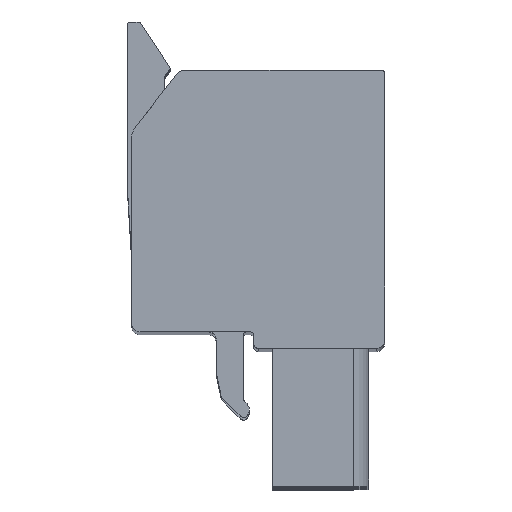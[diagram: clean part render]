
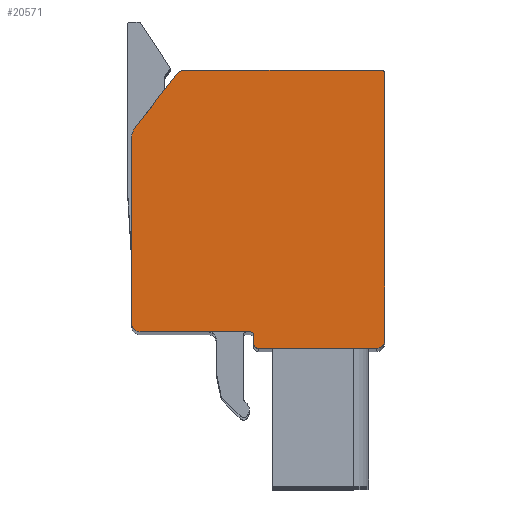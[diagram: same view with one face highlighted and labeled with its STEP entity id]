
A CAD part, top view. The second image highlights one B-rep face of the part: STEP entity #20571.
In plain terms, the highlighted planar face has unit normal (0, 0, 1).
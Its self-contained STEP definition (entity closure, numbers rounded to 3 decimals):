
#606=DIRECTION('',(1.,0.,0.));
#607=VECTOR('',#606,7.05);
#608=CARTESIAN_POINT('',(9.402,11.784,2.94));
#609=LINE('',#608,#607);
#2611=CARTESIAN_POINT('',(9.402,12.084,2.94));
#2612=DIRECTION('',(0.,0.,1.));
#2613=DIRECTION('',(-1.,0.,0.));
#2614=AXIS2_PLACEMENT_3D('',#2611,#2612,#2613);
#2616=DIRECTION('',(0.,-1.,0.));
#2617=VECTOR('',#2616,0.5);
#2618=CARTESIAN_POINT('',(9.102,12.584,2.94));
#2619=LINE('',#2618,#2617);
#2620=CARTESIAN_POINT('',(8.902,12.584,2.94));
#2621=DIRECTION('',(0.,0.,-1.));
#2622=DIRECTION('',(0.,1.,0.));
#2623=AXIS2_PLACEMENT_3D('',#2620,#2621,#2622);
#2625=DIRECTION('',(1.,0.,0.));
#2626=VECTOR('',#2625,6.61);
#2627=CARTESIAN_POINT('',(2.292,12.784,2.94));
#2628=LINE('',#2627,#2626);
#2629=CARTESIAN_POINT('',(2.292,13.284,2.94));
#2630=DIRECTION('',(0.,0.,1.));
#2631=DIRECTION('',(-1.,0.,0.));
#2632=AXIS2_PLACEMENT_3D('',#2629,#2630,#2631);
#2634=DIRECTION('',(0.,-1.,0.));
#2635=VECTOR('',#2634,11.132);
#2636=CARTESIAN_POINT('',(1.792,24.416,2.94));
#2637=LINE('',#2636,#2635);
#2638=CARTESIAN_POINT('',(2.792,24.416,2.94));
#2639=DIRECTION('',(0.,0.,1.));
#2640=DIRECTION('',(-0.789,0.614,0.));
#2641=AXIS2_PLACEMENT_3D('',#2638,#2639,#2640);
#2643=DIRECTION('',(-0.614,-0.789,0.));
#2644=VECTOR('',#2643,4.1);
#2645=CARTESIAN_POINT('',(4.52,28.266,2.94));
#2646=LINE('',#2645,#2644);
#2647=CARTESIAN_POINT('',(4.915,27.959,2.94));
#2648=DIRECTION('',(0.,0.,1.));
#2649=DIRECTION('',(0.,1.,0.));
#2650=AXIS2_PLACEMENT_3D('',#2647,#2648,#2649);
#2652=DIRECTION('',(-1.,0.,0.));
#2653=VECTOR('',#2652,11.838);
#2654=CARTESIAN_POINT('',(16.752,28.459,2.94));
#2655=LINE('',#2654,#2653);
#2656=CARTESIAN_POINT('',(16.752,28.259,2.94));
#2657=DIRECTION('',(0.,0.,1.));
#2658=DIRECTION('',(1.,0.,0.));
#2659=AXIS2_PLACEMENT_3D('',#2656,#2657,#2658);
#2661=DIRECTION('',(0.,1.,0.));
#2662=VECTOR('',#2661,15.975);
#2663=CARTESIAN_POINT('',(16.952,12.284,2.94));
#2664=LINE('',#2663,#2662);
#2665=CARTESIAN_POINT('',(16.452,12.284,2.94));
#2666=DIRECTION('',(0.,0.,1.));
#2667=DIRECTION('',(0.,-1.,0.));
#2668=AXIS2_PLACEMENT_3D('',#2665,#2666,#2667);
#13141=CARTESIAN_POINT('',(2.003,25.03,2.94));
#13142=CARTESIAN_POINT('',(1.792,24.416,2.94));
#13143=VERTEX_POINT('',#13141);
#13144=VERTEX_POINT('',#13142);
#13145=CARTESIAN_POINT('',(1.792,13.284,2.94));
#13146=VERTEX_POINT('',#13145);
#13147=CARTESIAN_POINT('',(2.292,12.784,2.94));
#13148=VERTEX_POINT('',#13147);
#13149=CARTESIAN_POINT('',(8.902,12.784,2.94));
#13150=VERTEX_POINT('',#13149);
#13151=CARTESIAN_POINT('',(9.102,12.584,2.94));
#13152=VERTEX_POINT('',#13151);
#13153=CARTESIAN_POINT('',(9.102,12.084,2.94));
#13154=VERTEX_POINT('',#13153);
#13155=CARTESIAN_POINT('',(9.402,11.784,2.94));
#13156=VERTEX_POINT('',#13155);
#13157=CARTESIAN_POINT('',(16.452,11.784,2.94));
#13158=CARTESIAN_POINT('',(16.952,12.284,2.94));
#13159=VERTEX_POINT('',#13157);
#13160=VERTEX_POINT('',#13158);
#13161=CARTESIAN_POINT('',(16.952,28.259,2.94));
#13162=VERTEX_POINT('',#13161);
#13163=CARTESIAN_POINT('',(16.752,28.459,2.94));
#13164=VERTEX_POINT('',#13163);
#13165=CARTESIAN_POINT('',(4.915,28.459,2.94));
#13166=VERTEX_POINT('',#13165);
#13167=CARTESIAN_POINT('',(4.52,28.266,2.94));
#13168=VERTEX_POINT('',#13167);
#20537=CARTESIAN_POINT('',(0.,0.,2.94));
#20538=DIRECTION('',(0.,0.,1.));
#20539=DIRECTION('',(1.,0.,0.));
#20540=AXIS2_PLACEMENT_3D('',#20537,#20538,#20539);
#20541=PLANE('',#20540);
#20542=ORIENTED_EDGE('',*,*,#16820,.F.);
#20544=ORIENTED_EDGE('',*,*,#20543,.F.);
#20546=ORIENTED_EDGE('',*,*,#20545,.F.);
#20548=ORIENTED_EDGE('',*,*,#20547,.F.);
#20550=ORIENTED_EDGE('',*,*,#20549,.F.);
#20552=ORIENTED_EDGE('',*,*,#20551,.F.);
#20554=ORIENTED_EDGE('',*,*,#20553,.F.);
#20556=ORIENTED_EDGE('',*,*,#20555,.F.);
#20558=ORIENTED_EDGE('',*,*,#20557,.F.);
#20560=ORIENTED_EDGE('',*,*,#20559,.F.);
#20562=ORIENTED_EDGE('',*,*,#20561,.F.);
#20564=ORIENTED_EDGE('',*,*,#20563,.F.);
#20566=ORIENTED_EDGE('',*,*,#20565,.F.);
#20568=ORIENTED_EDGE('',*,*,#20567,.F.);
#20569=EDGE_LOOP('',(#20542,#20544,#20546,#20548,#20550,#20552,#20554,#20556,
#20558,#20560,#20562,#20564,#20566,#20568));
#20570=FACE_OUTER_BOUND('',#20569,.F.);
#20571=ADVANCED_FACE('',(#20570),#20541,.T.);
#2615=CIRCLE('',#2614,0.3);
#2624=CIRCLE('',#2623,0.2);
#2633=CIRCLE('',#2632,0.5);
#2642=CIRCLE('',#2641,1.);
#2651=CIRCLE('',#2650,0.5);
#2660=CIRCLE('',#2659,0.2);
#2669=CIRCLE('',#2668,0.5);
#16820=EDGE_CURVE('',#13156,#13159,#609,.T.);
#20543=EDGE_CURVE('',#13154,#13156,#2615,.T.);
#20545=EDGE_CURVE('',#13152,#13154,#2619,.T.);
#20547=EDGE_CURVE('',#13150,#13152,#2624,.T.);
#20549=EDGE_CURVE('',#13148,#13150,#2628,.T.);
#20551=EDGE_CURVE('',#13146,#13148,#2633,.T.);
#20553=EDGE_CURVE('',#13144,#13146,#2637,.T.);
#20555=EDGE_CURVE('',#13143,#13144,#2642,.T.);
#20557=EDGE_CURVE('',#13168,#13143,#2646,.T.);
#20559=EDGE_CURVE('',#13166,#13168,#2651,.T.);
#20561=EDGE_CURVE('',#13164,#13166,#2655,.T.);
#20563=EDGE_CURVE('',#13162,#13164,#2660,.T.);
#20565=EDGE_CURVE('',#13160,#13162,#2664,.T.);
#20567=EDGE_CURVE('',#13159,#13160,#2669,.T.);
